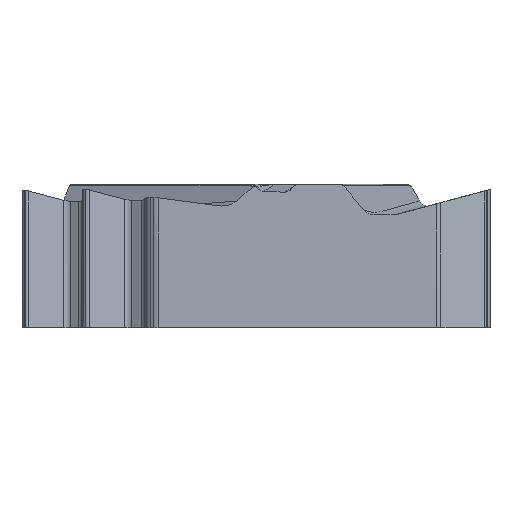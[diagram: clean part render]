
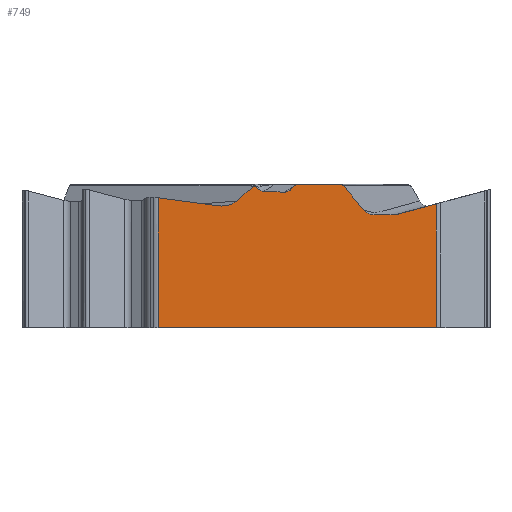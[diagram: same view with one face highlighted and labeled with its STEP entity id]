
A CAD part, left-side view. The second image highlights one B-rep face of the part: STEP entity #749.
In plain terms, the highlighted planar face has unit normal (-1, 0, 0).
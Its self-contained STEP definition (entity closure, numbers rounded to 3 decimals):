
#59=PLANE('',#2550);
#112=FACE_OUTER_BOUND('',#955,.T.);
#241=ELLIPSE('',#2544,0.317,0.3);
#242=ELLIPSE('',#2545,0.35,0.33);
#243=ELLIPSE('',#2546,0.104,0.1);
#244=ELLIPSE('',#2547,0.15,0.15);
#245=ELLIPSE('',#2548,0.122,0.1);
#246=ELLIPSE('',#2549,0.491,0.33);
#310=LINE('',#4039,#526);
#311=LINE('',#4042,#527);
#312=LINE('',#4044,#528);
#313=LINE('',#4048,#529);
#314=LINE('',#4052,#530);
#315=LINE('',#4056,#531);
#316=LINE('',#4060,#532);
#317=LINE('',#4073,#533);
#318=LINE('',#4086,#534);
#319=LINE('',#4090,#535);
#320=LINE('',#4094,#536);
#321=LINE('',#4096,#537);
#526=VECTOR('',#2804,1.);
#527=VECTOR('',#2805,1.);
#528=VECTOR('',#2806,1.);
#529=VECTOR('',#2809,1.);
#530=VECTOR('',#2812,1.);
#531=VECTOR('',#2815,1.);
#532=VECTOR('',#2818,1.);
#533=VECTOR('',#2819,1.);
#534=VECTOR('',#2820,1.);
#535=VECTOR('',#2823,1.);
#536=VECTOR('',#2826,1.);
#537=VECTOR('',#2827,1.);
#749=ADVANCED_FACE('',(#112),#59,.F.);
#955=EDGE_LOOP('',(#1096,#1097,#1098,#1099,#1100,#1101,#1102,#1103,#1104,
#1105,#1106,#1107,#1108,#1109,#1110,#1111,#1112,#1113,#1114,#1115));
#1096=ORIENTED_EDGE('',*,*,#2062,.F.);
#1097=ORIENTED_EDGE('',*,*,#2063,.T.);
#1098=ORIENTED_EDGE('',*,*,#2064,.T.);
#1099=ORIENTED_EDGE('',*,*,#2065,.T.);
#1100=ORIENTED_EDGE('',*,*,#2066,.F.);
#1101=ORIENTED_EDGE('',*,*,#2067,.T.);
#1102=ORIENTED_EDGE('',*,*,#2068,.T.);
#1103=ORIENTED_EDGE('',*,*,#2069,.F.);
#1104=ORIENTED_EDGE('',*,*,#2070,.F.);
#1105=ORIENTED_EDGE('',*,*,#2071,.F.);
#1106=ORIENTED_EDGE('',*,*,#2072,.T.);
#1107=ORIENTED_EDGE('',*,*,#2073,.T.);
#1108=ORIENTED_EDGE('',*,*,#2074,.T.);
#1109=ORIENTED_EDGE('',*,*,#2075,.T.);
#1110=ORIENTED_EDGE('',*,*,#2076,.T.);
#1111=ORIENTED_EDGE('',*,*,#2077,.F.);
#1112=ORIENTED_EDGE('',*,*,#2078,.T.);
#1113=ORIENTED_EDGE('',*,*,#2079,.T.);
#1114=ORIENTED_EDGE('',*,*,#2080,.T.);
#1115=ORIENTED_EDGE('',*,*,#2081,.T.);
#1826=VERTEX_POINT('',#4040);
#1827=VERTEX_POINT('',#4041);
#1828=VERTEX_POINT('',#4043);
#1829=VERTEX_POINT('',#4045);
#1830=VERTEX_POINT('',#4047);
#1831=VERTEX_POINT('',#4049);
#1832=VERTEX_POINT('',#4051);
#1833=VERTEX_POINT('',#4053);
#1834=VERTEX_POINT('',#4055);
#1835=VERTEX_POINT('',#4057);
#1836=VERTEX_POINT('',#4059);
#1837=VERTEX_POINT('',#4061);
#1838=VERTEX_POINT('',#4072);
#1839=VERTEX_POINT('',#4074);
#1840=VERTEX_POINT('',#4085);
#1841=VERTEX_POINT('',#4087);
#1842=VERTEX_POINT('',#4089);
#1843=VERTEX_POINT('',#4091);
#1844=VERTEX_POINT('',#4093);
#1845=VERTEX_POINT('',#4095);
#2062=EDGE_CURVE('',#1826,#1827,#310,.T.);
#2063=EDGE_CURVE('',#1826,#1828,#311,.T.);
#2064=EDGE_CURVE('',#1828,#1829,#312,.T.);
#2065=EDGE_CURVE('',#1829,#1830,#241,.T.);
#2066=EDGE_CURVE('',#1831,#1830,#313,.T.);
#2067=EDGE_CURVE('',#1831,#1832,#242,.T.);
#2068=EDGE_CURVE('',#1832,#1833,#314,.T.);
#2069=EDGE_CURVE('',#1834,#1833,#243,.T.);
#2070=EDGE_CURVE('',#1835,#1834,#315,.T.);
#2071=EDGE_CURVE('',#1836,#1835,#244,.T.);
#2072=EDGE_CURVE('',#1836,#1837,#316,.T.);
#2073=EDGE_CURVE('',#1837,#1838,#2501,.T.);
#2074=EDGE_CURVE('',#1838,#1839,#317,.T.);
#2075=EDGE_CURVE('',#1839,#1840,#2502,.T.);
#2076=EDGE_CURVE('',#1840,#1841,#318,.T.);
#2077=EDGE_CURVE('',#1842,#1841,#245,.T.);
#2078=EDGE_CURVE('',#1842,#1843,#319,.T.);
#2079=EDGE_CURVE('',#1843,#1844,#246,.T.);
#2080=EDGE_CURVE('',#1844,#1845,#320,.T.);
#2081=EDGE_CURVE('',#1845,#1827,#321,.T.);
#2501=B_SPLINE_CURVE_WITH_KNOTS('',3,(#4062,#4063,#4064,#4065,#4066,#4067,
#4068,#4069,#4070,#4071),.UNSPECIFIED.,.F.,.F.,(4,3,3,4),(0.,0.441,
0.657,1.),.UNSPECIFIED.);
#2502=B_SPLINE_CURVE_WITH_KNOTS('',3,(#4075,#4076,#4077,#4078,#4079,#4080,
#4081,#4082,#4083,#4084),.UNSPECIFIED.,.F.,.F.,(4,3,3,4),(0.,0.443,
0.617,1.),.UNSPECIFIED.);
#2544=AXIS2_PLACEMENT_3D('',#4046,#2807,#2808);
#2545=AXIS2_PLACEMENT_3D('',#4050,#2810,#2811);
#2546=AXIS2_PLACEMENT_3D('',#4054,#2813,#2814);
#2547=AXIS2_PLACEMENT_3D('',#4058,#2816,#2817);
#2548=AXIS2_PLACEMENT_3D('',#4088,#2821,#2822);
#2549=AXIS2_PLACEMENT_3D('',#4092,#2824,#2825);
#2550=AXIS2_PLACEMENT_3D('',#4097,#2828,#2829);
#2804=DIRECTION('',(0.,1.,0.));
#2805=DIRECTION('',(0.,0.,1.));
#2806=DIRECTION('',(0.,0.966,-0.259));
#2807=DIRECTION('',(1.,0.,0.));
#2808=DIRECTION('',(0.,0.966,-0.259));
#2809=DIRECTION('',(0.,-1.,0.));
#2810=DIRECTION('',(1.,0.,0.));
#2811=DIRECTION('',(0.,0.969,0.248));
#2812=DIRECTION('',(0.,0.642,0.766));
#2813=DIRECTION('',(1.,0.,0.));
#2814=DIRECTION('',(0.,-1.,0.));
#2815=DIRECTION('',(0.,-1.,0.));
#2816=DIRECTION('',(1.,0.,0.));
#2817=DIRECTION('',(0.,-1.,0.));
#2818=DIRECTION('',(0.,0.746,-0.665));
#2819=DIRECTION('',(0.,0.999,0.049));
#2820=DIRECTION('',(0.,0.711,0.703));
#2821=DIRECTION('',(1.,0.,0.));
#2822=DIRECTION('',(0.,0.36,0.933));
#2823=DIRECTION('',(0.,0.753,-0.658));
#2824=DIRECTION('',(1.,0.,0.));
#2825=DIRECTION('',(0.,-0.997,0.077));
#2826=DIRECTION('',(0.,0.991,0.133));
#2827=DIRECTION('',(0.,0.,-1.));
#2828=DIRECTION('',(1.,0.,0.));
#2829=DIRECTION('',(0.,1.,0.));
#4039=CARTESIAN_POINT('',(-4.763,-7.335,-3.97));
#4040=CARTESIAN_POINT('',(-4.762,-4.908,-3.97));
#4041=CARTESIAN_POINT('',(-4.763,2.822,-3.97));
#4042=CARTESIAN_POINT('',(-4.762,-4.908,3.01));
#4043=CARTESIAN_POINT('',(-4.762,-4.908,-0.53));
#4044=CARTESIAN_POINT('',(-4.763,6.415,-3.564));
#4045=CARTESIAN_POINT('',(-4.762,-3.793,-0.829));
#4046=CARTESIAN_POINT('',(-4.762,-3.715,-0.539));
#4047=CARTESIAN_POINT('',(-4.762,-3.706,-0.84));
#4048=CARTESIAN_POINT('',(-4.763,7.335,-0.84));
#4049=CARTESIAN_POINT('',(-4.763,-3.18,-0.84));
#4050=CARTESIAN_POINT('',(-4.763,-3.17,-0.509));
#4051=CARTESIAN_POINT('',(-4.763,-2.9,-0.711));
#4052=CARTESIAN_POINT('',(-4.763,1.61,4.669));
#4053=CARTESIAN_POINT('',(-4.763,-2.327,-0.027));
#4054=CARTESIAN_POINT('',(-4.763,-2.246,-0.09));
#4055=CARTESIAN_POINT('',(-4.763,-2.246,0.01));
#4056=CARTESIAN_POINT('',(-4.763,7.335,0.01));
#4057=CARTESIAN_POINT('',(-4.763,-1.078,0.01));
#4058=CARTESIAN_POINT('',(-4.763,-1.078,-0.14));
#4059=CARTESIAN_POINT('',(-4.763,-0.978,-0.028));
#4060=CARTESIAN_POINT('',(-4.763,3.704,-4.202));
#4061=CARTESIAN_POINT('',(-4.763,-0.846,-0.145));
#4062=CARTESIAN_POINT('',(-4.763,-0.846,-0.145));
#4063=CARTESIAN_POINT('',(-4.763,-0.826,-0.164));
#4064=CARTESIAN_POINT('',(-4.763,-0.802,-0.179));
#4065=CARTESIAN_POINT('',(-4.763,-0.777,-0.189));
#4066=CARTESIAN_POINT('',(-4.763,-0.764,-0.195));
#4067=CARTESIAN_POINT('',(-4.763,-0.751,-0.199));
#4068=CARTESIAN_POINT('',(-4.763,-0.738,-0.202));
#4069=CARTESIAN_POINT('',(-4.763,-0.717,-0.206));
#4070=CARTESIAN_POINT('',(-4.763,-0.695,-0.208));
#4071=CARTESIAN_POINT('',(-4.763,-0.674,-0.207));
#4072=CARTESIAN_POINT('',(-4.763,-0.674,-0.207));
#4073=CARTESIAN_POINT('',(-4.763,7.32,0.181));
#4074=CARTESIAN_POINT('',(-4.763,-0.113,-0.18));
#4075=CARTESIAN_POINT('',(-4.763,-0.113,-0.18));
#4076=CARTESIAN_POINT('',(-4.763,-0.085,-0.179));
#4077=CARTESIAN_POINT('',(-4.762,-0.057,-0.172));
#4078=CARTESIAN_POINT('',(-4.762,-0.03,-0.161));
#4079=CARTESIAN_POINT('',(-4.762,-0.02,-0.157));
#4080=CARTESIAN_POINT('',(-4.763,-0.01,-0.152));
#4081=CARTESIAN_POINT('',(-4.763,0.,-0.146));
#4082=CARTESIAN_POINT('',(-4.763,0.021,-0.134));
#4083=CARTESIAN_POINT('',(-4.763,0.041,-0.119));
#4084=CARTESIAN_POINT('',(-4.763,0.059,-0.101));
#4085=CARTESIAN_POINT('',(-4.763,0.059,-0.101));
#4086=CARTESIAN_POINT('',(-4.763,-3.694,-3.812));
#4087=CARTESIAN_POINT('',(-4.763,0.078,-0.082));
#4088=CARTESIAN_POINT('',(-4.763,0.139,-0.168));
#4089=CARTESIAN_POINT('',(-4.763,0.208,-0.07));
#4090=CARTESIAN_POINT('',(-4.763,-4.042,3.641));
#4091=CARTESIAN_POINT('',(-4.763,0.647,-0.453));
#4092=CARTESIAN_POINT('',(-4.763,1.027,-0.261));
#4093=CARTESIAN_POINT('',(-4.763,1.151,-0.586));
#4094=CARTESIAN_POINT('',(-4.763,-7.125,-1.694));
#4095=CARTESIAN_POINT('',(-4.763,2.822,-0.362));
#4096=CARTESIAN_POINT('',(-4.763,2.822,-5.47));
#4097=CARTESIAN_POINT('',(-4.763,-7.335,-0.13));
